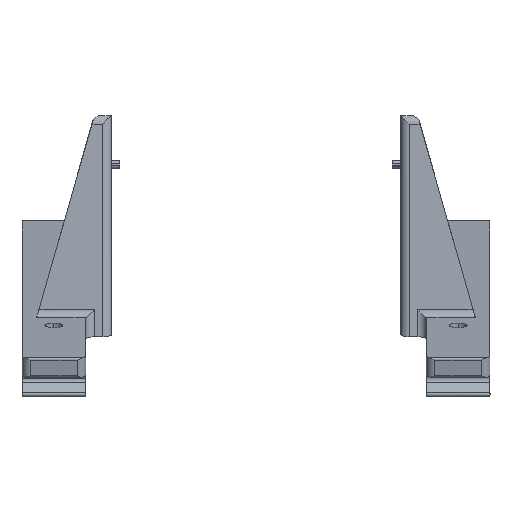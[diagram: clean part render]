
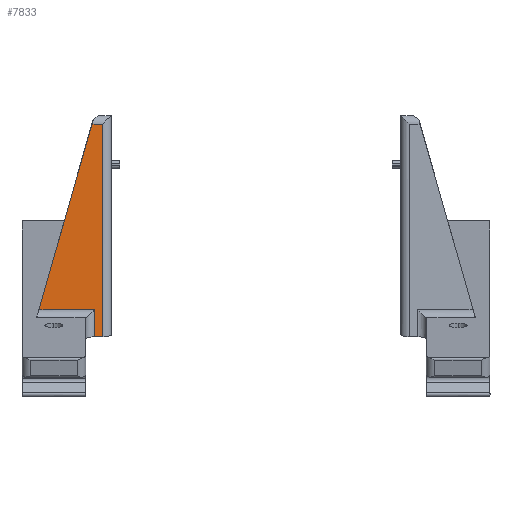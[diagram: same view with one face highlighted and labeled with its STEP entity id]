
A CAD part, front view. The second image highlights one B-rep face of the part: STEP entity #7833.
In plain terms, the highlighted planar face has unit normal (0, -1, 0.002).
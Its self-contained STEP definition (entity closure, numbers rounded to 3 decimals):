
#122 = CARTESIAN_POINT ( 'NONE',  ( -38., 52.923, -60.341 ) ) ;
#266 = CARTESIAN_POINT ( 'NONE',  ( -54.5, 52.923, -60.341 ) ) ;
#545 = AXIS2_PLACEMENT_3D ( 'NONE', #5529, #3581, #7689 ) ;
#562 = LINE ( 'NONE', #266, #7572 ) ;
#958 = DIRECTION ( 'NONE',  ( 1., 0., 0. ) ) ;
#1184 = DIRECTION ( 'NONE',  ( -1., 0., 0. ) ) ;
#1231 = CARTESIAN_POINT ( 'NONE',  ( -54.5, 53.006, -16.723 ) ) ;
#1842 = EDGE_LOOP ( 'NONE', ( #6666, #1876, #6751, #4390, #7086, #4716 ) ) ;
#1876 = ORIENTED_EDGE ( 'NONE', *, *, #3757, .F. ) ;
#1922 = DIRECTION ( 'NONE',  ( 0., -0.002, -1. ) ) ;
#1943 = CARTESIAN_POINT ( 'NONE',  ( -36., 53.009, -14.723 ) ) ;
#1973 = CARTESIAN_POINT ( 'NONE',  ( -38.57, 53.006, -16.723 ) ) ;
#1980 = DIRECTION ( 'NONE',  ( -0.274, -0.002, -0.962 ) ) ;
#2150 = DIRECTION ( 'NONE',  ( 1., 0., 0. ) ) ;
#2177 = CARTESIAN_POINT ( 'NONE',  ( -47.5, 52.911, -66.723 ) ) ;
#2630 = VERTEX_POINT ( 'NONE', #4063 ) ;
#2678 = CARTESIAN_POINT ( 'NONE',  ( -38.57, 53.006, -16.723 ) ) ;
#2775 = EDGE_CURVE ( 'NONE', #7660, #7123, #3120, .T. ) ;
#2782 = VECTOR ( 'NONE', #1922, 1000. ) ;
#2809 = CARTESIAN_POINT ( 'NONE',  ( -36., 53.006, -16.723 ) ) ;
#2857 = EDGE_CURVE ( 'NONE', #5112, #7660, #3833, .T. ) ;
#2865 = PLANE ( 'NONE',  #545 ) ;
#3120 = LINE ( 'NONE', #1973, #3126 ) ;
#3126 = VECTOR ( 'NONE', #1980, 1000. ) ;
#3237 = EDGE_CURVE ( 'NONE', #4758, #6838, #6244, .T. ) ;
#3581 = DIRECTION ( 'NONE',  ( 0., -1., 0.002 ) ) ;
#3757 = EDGE_CURVE ( 'NONE', #5112, #2630, #7295, .T. ) ;
#3833 = LINE ( 'NONE', #1231, #3884 ) ;
#3884 = VECTOR ( 'NONE', #1184, 1000. ) ;
#4063 = CARTESIAN_POINT ( 'NONE',  ( -36., 52.911, -66.723 ) ) ;
#4129 = EDGE_CURVE ( 'NONE', #6838, #2630, #5867, .T. ) ;
#4260 = VECTOR ( 'NONE', #2150, 1000. ) ;
#4390 = ORIENTED_EDGE ( 'NONE', *, *, #2775, .T. ) ;
#4716 = ORIENTED_EDGE ( 'NONE', *, *, #3237, .T. ) ;
#4758 = VERTEX_POINT ( 'NONE', #122 ) ;
#5107 = EDGE_CURVE ( 'NONE', #7123, #4758, #562, .T. ) ;
#5112 = VERTEX_POINT ( 'NONE', #2809 ) ;
#5529 = CARTESIAN_POINT ( 'NONE',  ( -54.5, 53.009, -14.723 ) ) ;
#5867 = LINE ( 'NONE', #2177, #4260 ) ;
#6068 = FACE_OUTER_BOUND ( 'NONE', #1842, .T. ) ;
#6244 = LINE ( 'NONE', #7219, #6301 ) ;
#6301 = VECTOR ( 'NONE', #7242, 1000. ) ;
#6666 = ORIENTED_EDGE ( 'NONE', *, *, #4129, .T. ) ;
#6751 = ORIENTED_EDGE ( 'NONE', *, *, #2857, .T. ) ;
#6838 = VERTEX_POINT ( 'NONE', #7148 ) ;
#7086 = ORIENTED_EDGE ( 'NONE', *, *, #5107, .T. ) ;
#7123 = VERTEX_POINT ( 'NONE', #7263 ) ;
#7148 = CARTESIAN_POINT ( 'NONE',  ( -38., 52.911, -66.723 ) ) ;
#7219 = CARTESIAN_POINT ( 'NONE',  ( -38., 53.009, -14.723 ) ) ;
#7242 = DIRECTION ( 'NONE',  ( 0., -0.002, -1. ) ) ;
#7263 = CARTESIAN_POINT ( 'NONE',  ( -51.009, 52.923, -60.341 ) ) ;
#7295 = LINE ( 'NONE', #1943, #2782 ) ;
#7572 = VECTOR ( 'NONE', #958, 1000. ) ;
#7660 = VERTEX_POINT ( 'NONE', #2678 ) ;
#7689 = DIRECTION ( 'NONE',  ( 0., 0.002, 1. ) ) ;
#7833 = ADVANCED_FACE ( 'NONE', ( #6068 ), #2865, .T. ) ;
